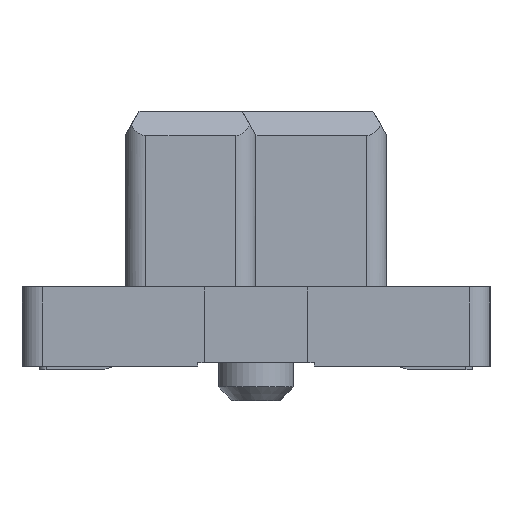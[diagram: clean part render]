
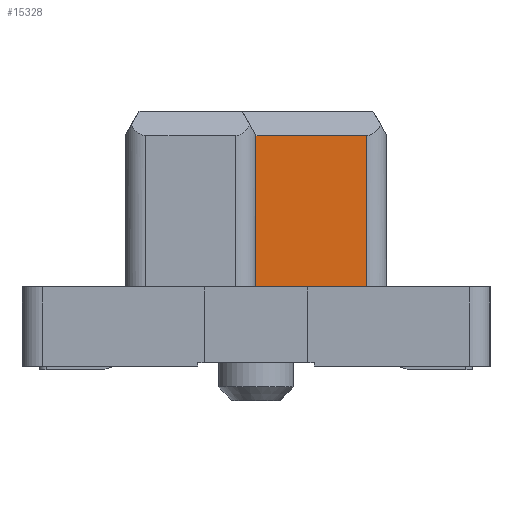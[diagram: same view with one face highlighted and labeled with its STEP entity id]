
A CAD part, left-side view. The second image highlights one B-rep face of the part: STEP entity #15328.
In plain terms, the highlighted planar face has unit normal (-1, 0, 0).
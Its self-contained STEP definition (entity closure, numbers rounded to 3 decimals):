
#8313=CARTESIAN_POINT('',(-9.35,-1.6,1.65));
#8314=VERTEX_POINT('',#8313);
#8322=CARTESIAN_POINT('',(-9.35,0.,1.65));
#8323=VERTEX_POINT('',#8322);
#8324=CARTESIAN_POINT('',(-9.35,-1.6,1.65));
#8325=DIRECTION('',(0.,1.,0.));
#8326=VECTOR('',#8325,1.6);
#8327=LINE('',#8324,#8326);
#8328=EDGE_CURVE('',#8314,#8323,#8327,.T.);
#10577=CARTESIAN_POINT('',(-9.35,-1.6,3.85));
#10578=VERTEX_POINT('',#10577);
#10587=CARTESIAN_POINT('',(-9.35,-1.6,3.85));
#10588=DIRECTION('',(0.,0.,-1.));
#10589=VECTOR('',#10588,2.2);
#10590=LINE('',#10587,#10589);
#10591=EDGE_CURVE('',#10578,#8314,#10590,.T.);
#11542=CARTESIAN_POINT('',(-9.35,0.,3.85));
#11543=VERTEX_POINT('',#11542);
#11568=CARTESIAN_POINT('',(-9.35,0.,3.85));
#11569=DIRECTION('',(0.,-1.,0.));
#11570=VECTOR('',#11569,1.6);
#11571=LINE('',#11568,#11570);
#11572=EDGE_CURVE('',#11543,#10578,#11571,.T.);
#15312=CARTESIAN_POINT('',(-9.35,-0.95,2.4));
#15313=DIRECTION('',(0.,-1.,0.));
#15314=DIRECTION('',(-1.,0.,0.));
#15315=AXIS2_PLACEMENT_3D('',#15312,#15314,#15313);
#15316=PLANE('',#15315);
#15317=ORIENTED_EDGE('',*,*,#8328,.F.);
#15318=ORIENTED_EDGE('',*,*,#10591,.F.);
#15319=ORIENTED_EDGE('',*,*,#11572,.F.);
#15320=CARTESIAN_POINT('',(-9.35,0.,3.85));
#15321=DIRECTION('',(0.,0.,-1.));
#15322=VECTOR('',#15321,2.2);
#15323=LINE('',#15320,#15322);
#15324=EDGE_CURVE('',#11543,#8323,#15323,.T.);
#15325=ORIENTED_EDGE('',*,*,#15324,.T.);
#15326=EDGE_LOOP('',(#15317,#15318,#15319,#15325));
#15327=FACE_OUTER_BOUND('',#15326,.T.);
#15328=ADVANCED_FACE('',(#15327),#15316,.T.);
